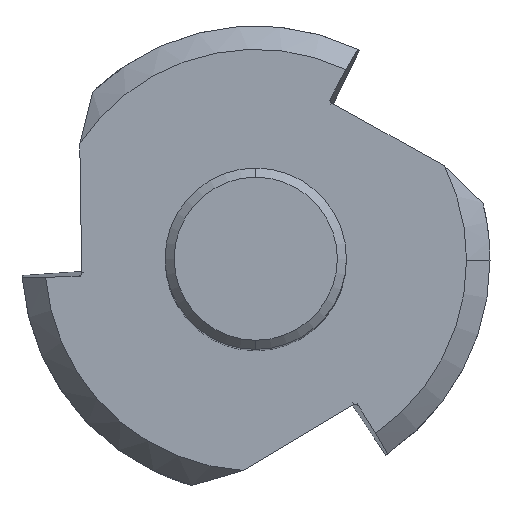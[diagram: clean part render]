
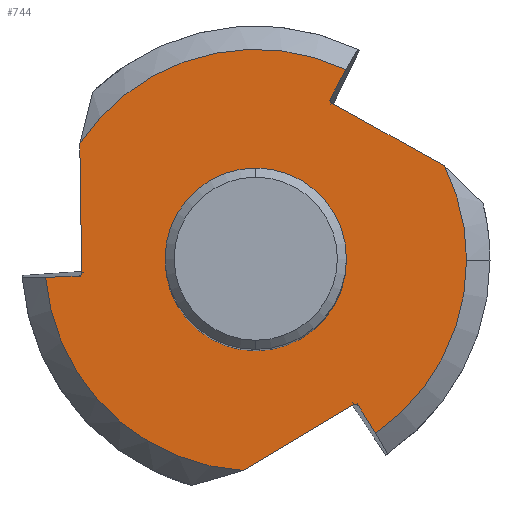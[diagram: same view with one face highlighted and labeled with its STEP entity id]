
A CAD part, top view. The second image highlights one B-rep face of the part: STEP entity #744.
In plain terms, the highlighted planar face has unit normal (0, 0, 1).
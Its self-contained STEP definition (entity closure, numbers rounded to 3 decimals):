
#404=EDGE_CURVE('',#448,#808,#1161,.T.);
#406=EDGE_CURVE('',#490,#834,#1163,.T.);
#410=EDGE_CURVE('',#864,#968,#1167,.T.);
#448=VERTEX_POINT('',#1208);
#466=VERTEX_POINT('',#1229);
#470=VERTEX_POINT('',#1233);
#490=VERTEX_POINT('',#1255);
#516=EDGE_CURVE('',#1084,#596,#1283,.T.);
#544=VERTEX_POINT('',#1313);
#558=EDGE_CURVE('',#824,#1084,#1328,.T.);
#596=VERTEX_POINT('',#1372);
#650=EDGE_CURVE('',#448,#824,#1428,.T.);
#684=EDGE_CURVE('',#466,#768,#1465,.T.);
#724=EDGE_CURVE('',#1020,#834,#1509,.T.);
#744=ADVANCED_FACE('',(#1530,#1531),#1532,.T.);
#768=VERTEX_POINT('',#1560);
#776=VERTEX_POINT('',#1568);
#778=EDGE_CURVE('',#776,#470,#1570,.T.);
#808=VERTEX_POINT('',#1603);
#824=VERTEX_POINT('',#1620);
#834=VERTEX_POINT('',#1630);
#864=VERTEX_POINT('',#1663);
#908=EDGE_CURVE('',#544,#808,#1710,.T.);
#968=VERTEX_POINT('',#1775);
#990=EDGE_CURVE('',#768,#466,#1799,.T.);
#1020=VERTEX_POINT('',#1832);
#1030=EDGE_CURVE('',#864,#490,#1843,.T.);
#1050=EDGE_CURVE('',#470,#1020,#1865,.T.);
#1084=VERTEX_POINT('',#1899);
#1090=EDGE_CURVE('',#776,#596,#1905,.T.);
#1098=EDGE_CURVE('',#968,#544,#1915,.T.);
#1161=CIRCLE('',#1977,13.95);
#1163=CIRCLE('',#1980,13.95);
#1167=LINE('',#1985,#1986);
#1208=CARTESIAN_POINT('',(-11.642,7.685,-52.24));
#1229=CARTESIAN_POINT('',(-1.68,0.0,-52.24));
#1233=CARTESIAN_POINT('',(6.493,-9.55,-52.24));
#1255=CARTESIAN_POINT('',(13.95,0.,-52.24));
#1283=LINE('',#2245,#2246);
#1313=CARTESIAN_POINT('',(4.954,10.714,-52.24));
#1328=ELLIPSE('',#2355,0.243,0.21);
#1372=CARTESIAN_POINT('',(-13.903,-1.141,-52.24));
#1428=LINE('',#2537,#2538);
#1465=CIRCLE('',#2619,1.68);
#1509=LINE('',#2700,#2701);
#1530=FACE_BOUND('',#2728,.T.);
#1531=FACE_OUTER_BOUND('',#2729,.T.);
#1532=PLANE('',#2730);
#1560=CARTESIAN_POINT('',(1.68,0.,-52.24));
#1568=CARTESIAN_POINT('',(-0.835,-13.925,-52.24));
#1570=LINE('',#2852,#2853);
#1603=CARTESIAN_POINT('',(5.963,12.611,-52.24));
#1620=CARTESIAN_POINT('',(-11.517,-0.848,-52.24));
#1630=CARTESIAN_POINT('',(7.94,-11.47,-52.24));
#1663=CARTESIAN_POINT('',(12.477,6.24,-52.24));
#1710=LINE('',#3136,#3137);
#1775=CARTESIAN_POINT('',(5.024,10.398,-52.24));
#1799=CIRCLE('',#3402,1.68);
#1832=CARTESIAN_POINT('',(6.801,-9.648,-52.24));
#1843=CIRCLE('',#3535,13.95);
#1865=ELLIPSE('',#3597,0.243,0.21);
#1899=CARTESIAN_POINT('',(-11.756,-1.066,-52.24));
#1905=CIRCLE('',#3716,13.95);
#1915=ELLIPSE('',#3727,0.243,0.21);
#1977=AXIS2_PLACEMENT_3D('',#3824,#3825,#3826);
#1980=AXIS2_PLACEMENT_3D('',#3827,#3828,#3829);
#1985=CARTESIAN_POINT('',(29.686,-3.362,-52.24));
#1986=VECTOR('',#3830,1.0);
#2245=CARTESIAN_POINT('',(-4.233,-0.804,-52.24));
#2246=VECTOR('',#3960,1.0);
#2355=AXIS2_PLACEMENT_3D('',#4000,#4001,#4002);
#2537=CARTESIAN_POINT('',(-11.983,30.859,-52.24));
#2538=VECTOR('',#4120,1.0);
#2619=AXIS2_PLACEMENT_3D('',#4157,#4158,#4159);
#2700=CARTESIAN_POINT('',(-0.354,1.804,-52.24));
#2701=VECTOR('',#4197,1.0);
#2728=EDGE_LOOP('',(#4223,#4224));
#2729=EDGE_LOOP('',(#4225,#4226,#4227,#4228,#4229,#4230,#4231,#4232,#4233,#4234,#4235,#4236,#4237));
#2730=AXIS2_PLACEMENT_3D('',#4238,#4239,#4240);
#2852=CARTESIAN_POINT('',(-23.565,-27.498,-52.24));
#2853=VECTOR('',#4281,1.0);
#3136=CARTESIAN_POINT('',(-1.274,-1.,-52.24));
#3137=VECTOR('',#4423,1.0);
#3402=AXIS2_PLACEMENT_3D('',#4513,#4514,#4515);
#3535=AXIS2_PLACEMENT_3D('',#4566,#4567,#4568);
#3597=AXIS2_PLACEMENT_3D('',#4593,#4594,#4595);
#3716=AXIS2_PLACEMENT_3D('',#4617,#4618,#4619);
#3727=AXIS2_PLACEMENT_3D('',#4643,#4644,#4645);
#3824=CARTESIAN_POINT('',(0.0,0.0,-52.24));
#3825=DIRECTION('',(0.0,0.0,-1.0));
#3826=DIRECTION('',(-1.0,0.0,0.0));
#3827=CARTESIAN_POINT('',(0.0,0.0,-52.24));
#3828=DIRECTION('',(0.0,0.0,-1.0));
#3829=DIRECTION('',(-1.0,0.0,0.0));
#3830=DIRECTION('',(-0.873,0.487,0.0));
#3960=DIRECTION('',(-0.999,-0.035,0.0));
#4000=CARTESIAN_POINT('',(-11.759,-0.856,-52.24));
#4001=DIRECTION('',(-0.0,0.0,-1.0));
#4002=DIRECTION('',(-0.995,-0.095,0.0));
#4120=DIRECTION('',(0.015,-1.,0.0));
#4157=CARTESIAN_POINT('',(0.0,0.0,-52.24));
#4158=DIRECTION('',(0.0,0.0,-1.0));
#4159=DIRECTION('',(-1.0,0.0,0.0));
#4197=DIRECTION('',(0.53,-0.848,0.0));
#4223=ORIENTED_EDGE('',*,*,#684,.T.);
#4224=ORIENTED_EDGE('',*,*,#990,.T.);
#4225=ORIENTED_EDGE('',*,*,#778,.T.);
#4226=ORIENTED_EDGE('',*,*,#1050,.T.);
#4227=ORIENTED_EDGE('',*,*,#724,.T.);
#4228=ORIENTED_EDGE('',*,*,#406,.F.);
#4229=ORIENTED_EDGE('',*,*,#1030,.F.);
#4230=ORIENTED_EDGE('',*,*,#410,.T.);
#4231=ORIENTED_EDGE('',*,*,#1098,.T.);
#4232=ORIENTED_EDGE('',*,*,#908,.T.);
#4233=ORIENTED_EDGE('',*,*,#404,.F.);
#4234=ORIENTED_EDGE('',*,*,#650,.T.);
#4235=ORIENTED_EDGE('',*,*,#558,.T.);
#4236=ORIENTED_EDGE('',*,*,#516,.T.);
#4237=ORIENTED_EDGE('',*,*,#1090,.F.);
#4238=CARTESIAN_POINT('',(-7.815,0.0,-52.24));
#4239=DIRECTION('',(0.0,0.0,1.0));
#4240=DIRECTION('',(1.0,0.0,0.0));
#4281=DIRECTION('',(0.859,0.513,-0.0));
#4423=DIRECTION('',(0.469,0.883,-0.0));
#4513=CARTESIAN_POINT('',(0.0,0.0,-52.24));
#4514=DIRECTION('',(0.0,0.0,-1.0));
#4515=DIRECTION('',(-1.0,0.0,0.0));
#4566=CARTESIAN_POINT('',(0.0,0.0,-52.24));
#4567=DIRECTION('',(0.0,0.0,-1.0));
#4568=DIRECTION('',(-1.0,0.0,0.0));
#4593=CARTESIAN_POINT('',(6.621,-9.755,-52.24));
#4594=DIRECTION('',(0.0,-0.0,-1.0));
#4595=DIRECTION('',(0.58,-0.815,0.0));
#4617=CARTESIAN_POINT('',(0.0,0.0,-52.24));
#4618=DIRECTION('',(0.0,0.0,-1.0));
#4619=DIRECTION('',(-1.0,0.0,0.0));
#4643=CARTESIAN_POINT('',(5.138,10.612,-52.24));
#4644=DIRECTION('',(0.0,0.0,-1.0));
#4645=DIRECTION('',(0.415,0.91,0.0));
